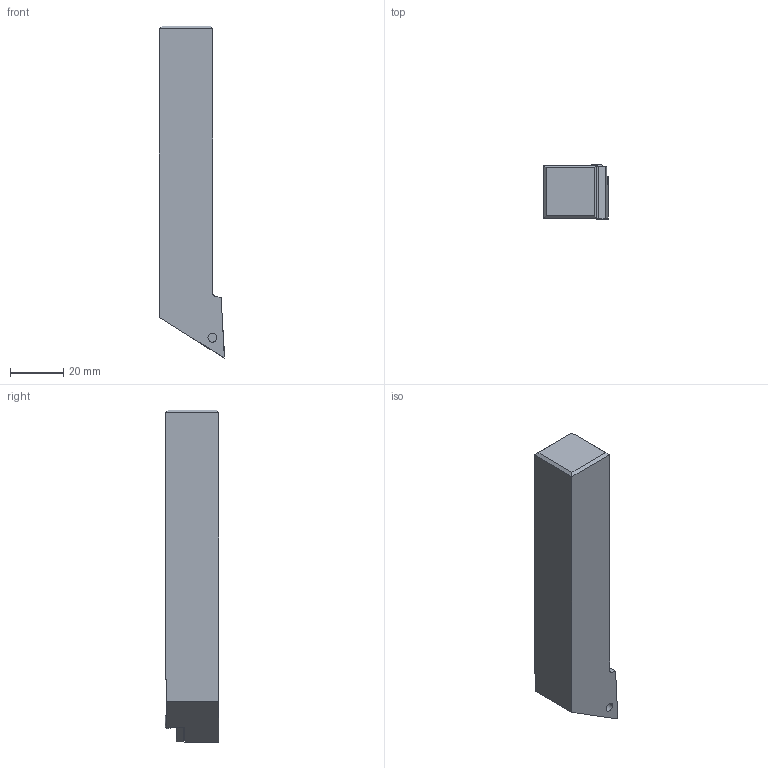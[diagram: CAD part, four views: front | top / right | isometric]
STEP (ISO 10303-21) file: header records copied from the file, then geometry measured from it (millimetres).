
FILE_DESCRIPTION(/* description */ (''),/* implementation_level */ '2;1');
FILE_NAME(/* name */ 'SDJCL2020K11.stp',/* time_stamp */ '2021-12-22T09:38:32+09:00',/* author */ (''),/* organization */ (''),/* preprocessor_version */ 'ST-DEVELOPER v16',/* originating_system */ 'SIEMENS PLM Software NX 10.0',/* authorisation */ '');
FILE_SCHEMA (('AUTOMOTIVE_DESIGN { 1 0 10303 214 3 1 1 1 }'));
Length unit declared in the file: millimetre
Products named in the file (1): SDJCL2020K11_ASM
Bounding box: 24.41 x 20.23 x 124.42 mm (x, y, z)
Volume: 47178.3 mm3; surface area: 11283.4 mm2
Topology: 4 solids, 4 shells, 115 faces, 310 edges, 202 vertices
Faces by surface type: plane 53, cylinder 37, cone 19, torus 4, sphere 2
Entity records: 4024 total; most frequent: CARTESIAN_POINT 951, DIRECTION 638, ORIENTED_EDGE 612, EDGE_CURVE 306, AXIS2_PLACEMENT_3D 239, VERTEX_POINT 199, LINE 160, VECTOR 160
